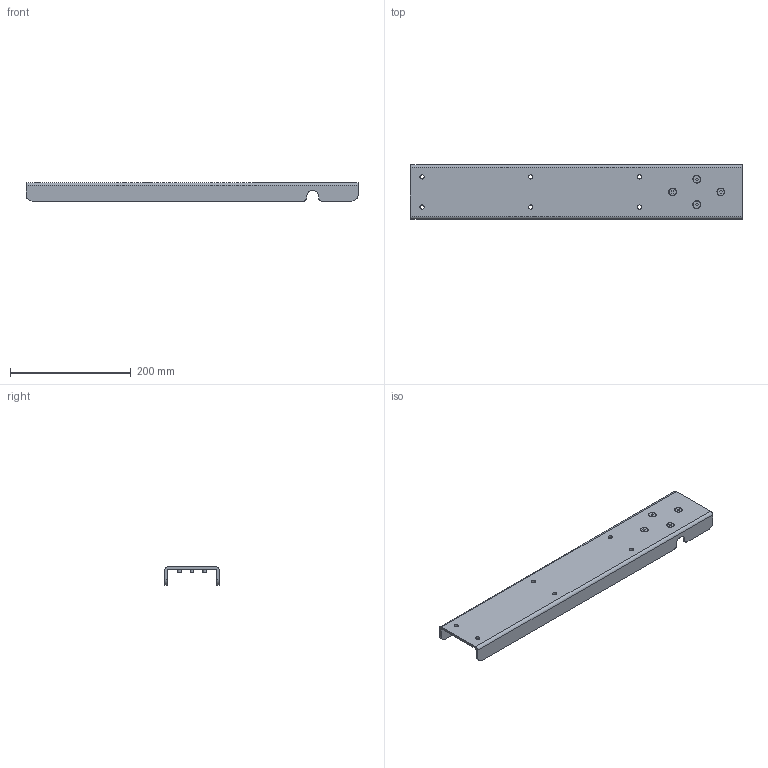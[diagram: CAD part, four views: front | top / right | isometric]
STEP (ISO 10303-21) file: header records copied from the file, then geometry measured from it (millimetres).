
FILE_DESCRIPTION(/* description */ ('Unknown'),/* implementation_level */ '2;1');
FILE_NAME(/* name */ '115.00161 Plattenträger TA 550 75',/* time_stamp */ '2017-03-14T16:42:53+01:00',/* author */ ('Unknown'),/* organization */ ('Unknown'),/* preprocessor_version */ 'ST-DEVELOPER v16.7',/* originating_system */ 'DEX',/* authorisation */ $);
FILE_SCHEMA (('AUTOMOTIVE_DESIGN {1 0 10303 214 3 1 1}'));
Length unit declared in the file: millimetre
Products named in the file (3): 115.00161; 127.00402; 142.00077
Assembly tree (5 placements, depth 2):
  115.00161
    127.00402
    142.00077  x4
Bounding box: 550 x 90 x 30 mm (x, y, z)
Volume: 304891.1 mm3; surface area: 158692 mm2
Topology: 5 solids, 5 shells, 96 faces, 236 edges, 154 vertices
Faces by surface type: plane 52, cylinder 28, cone 12, torus 4
Full cylindrical faces by diameter (mm): 6 x4, 6.5 x4, 7 x6
Entity records: 1898 total; most frequent: DIRECTION 314, CARTESIAN_POINT 291, ORIENTED_EDGE 262, EDGE_CURVE 131, AXIS2_PLACEMENT_3D 120, VERTEX_POINT 97, EDGE_LOOP 96, FACE_BOUND 96
